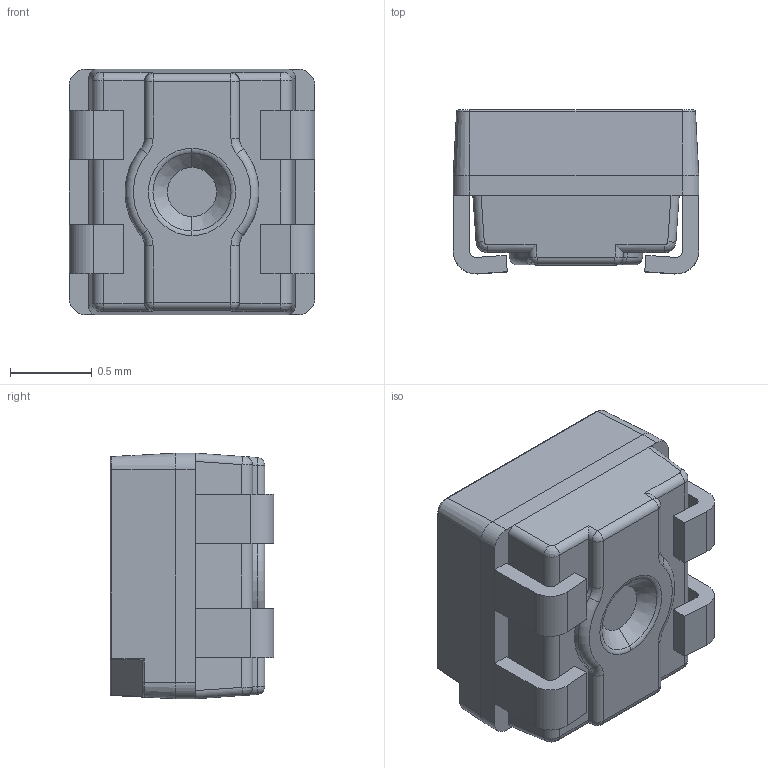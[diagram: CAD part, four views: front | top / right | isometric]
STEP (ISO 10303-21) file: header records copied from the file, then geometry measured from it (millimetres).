
FILE_DESCRIPTION (( 'STEP AP214' ), '1' );
FILE_NAME ('CLMUD-FKC-CHJNPM569ABB845343.STEP', '2024-08-05T07:11:24', ( '' ), ( '' ), 'SwSTEP 2.0', 'SolidWorks 2016', '' );
FILE_SCHEMA (( 'AUTOMOTIVE_DESIGN' ));
Length unit declared in the file: millimetre
Products named in the file (1): CLMUD-FKC-CHJNPM569ABB845343
Bounding box: 1.5 x 1 x 1.5 mm (x, y, z)
Volume: 1.9 mm3; surface area: 11.6 mm2
Topology: 5 solids, 5 shells, 141 faces, 337 edges, 202 vertices
Faces by surface type: plane 58, cylinder 45, torus 12, cone 12, bspline 8, sphere 6
Entity records: 4920 total; most frequent: CARTESIAN_POINT 843, DIRECTION 675, ORIENTED_EDGE 662, EDGE_CURVE 331, AXIS2_PLACEMENT_3D 242, VERTEX_POINT 202, VECTOR 191, LINE 191
